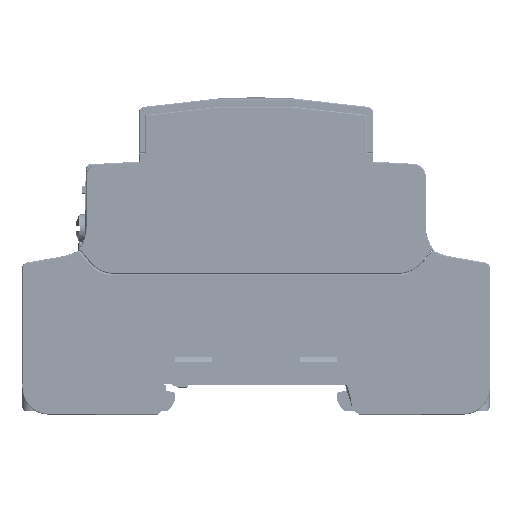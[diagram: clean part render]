
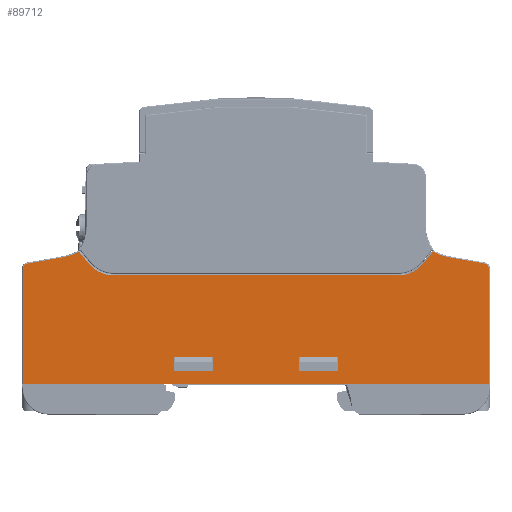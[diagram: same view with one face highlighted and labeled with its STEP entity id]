
A CAD part, left-side view. The second image highlights one B-rep face of the part: STEP entity #89712.
In plain terms, the highlighted planar face has unit normal (-1, 0, 0).
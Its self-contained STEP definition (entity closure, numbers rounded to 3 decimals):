
#77228=DIRECTION('',(0.,-1.,0.));
#77229=VECTOR('',#77228,2.8);
#77230=CARTESIAN_POINT('',(0.,1.6,15.7));
#77231=LINE('',#77230,#77229);
#77232=DIRECTION('',(0.,0.,1.));
#77233=VECTOR('',#77232,7.4);
#77234=CARTESIAN_POINT('',(0.,1.6,8.3));
#77235=LINE('',#77234,#77233);
#77236=DIRECTION('',(0.,1.,0.));
#77237=VECTOR('',#77236,2.8);
#77238=CARTESIAN_POINT('',(0.,-1.2,8.3));
#77239=LINE('',#77238,#77237);
#77240=DIRECTION('',(0.,0.,-1.));
#77241=VECTOR('',#77240,7.4);
#77242=CARTESIAN_POINT('',(0.,-1.2,15.7));
#77243=LINE('',#77242,#77241);
#77244=DIRECTION('',(0.,-1.,0.));
#77245=VECTOR('',#77244,2.8);
#77246=CARTESIAN_POINT('',(0.,1.6,-8.3));
#77247=LINE('',#77246,#77245);
#77248=DIRECTION('',(0.,0.,1.));
#77249=VECTOR('',#77248,7.4);
#77250=CARTESIAN_POINT('',(0.,1.6,-15.7));
#77251=LINE('',#77250,#77249);
#77252=DIRECTION('',(0.,1.,0.));
#77253=VECTOR('',#77252,2.8);
#77254=CARTESIAN_POINT('',(0.,-1.2,-15.7));
#77255=LINE('',#77254,#77253);
#77256=DIRECTION('',(0.,0.,-1.));
#77257=VECTOR('',#77256,7.4);
#77258=CARTESIAN_POINT('',(0.,-1.2,-8.3));
#77259=LINE('',#77258,#77257);
#77260=DIRECTION('',(0.,1.,0.));
#77261=VECTOR('',#77260,22.361);
#77262=CARTESIAN_POINT('',(0.,-18.361,44.8));
#77263=LINE('',#77262,#77261);
#77264=CARTESIAN_POINT('',(0.,-18.361,44.));
#77265=DIRECTION('',(-1.,0.,0.));
#77266=DIRECTION('',(0.,-0.985,0.174));
#77267=AXIS2_PLACEMENT_3D('',#77264,#77265,#77266);
#77269=DIRECTION('',(0.,0.174,0.985));
#77270=VECTOR('',#77269,6.963);
#77271=CARTESIAN_POINT('',(0.,-20.358,37.282));
#77272=LINE('',#77271,#77270);
#77273=CARTESIAN_POINT('',(0.,-30.403,39.053));
#77274=DIRECTION('',(1.,0.,0.));
#77275=DIRECTION('',(0.,0.886,-0.464));
#77276=AXIS2_PLACEMENT_3D('',#77273,#77274,#77275);
#77278=CARTESIAN_POINT('',(0.,-21.1,34.184));
#77279=DIRECTION('',(-1.,0.,0.));
#77280=DIRECTION('',(0.,-0.643,-0.766));
#77281=AXIS2_PLACEMENT_3D('',#77278,#77279,#77280);
#77283=DIRECTION('',(0.,-0.766,0.643));
#77284=VECTOR('',#77283,2.937);
#77285=CARTESIAN_POINT('',(0.,-19.043,32.067));
#77286=LINE('',#77285,#77284);
#77287=CARTESIAN_POINT('',(0.,-22.9,27.47));
#77288=DIRECTION('',(1.,0.,0.));
#77289=DIRECTION('',(0.,1.,0.));
#77290=AXIS2_PLACEMENT_3D('',#77287,#77288,#77289);
#77292=DIRECTION('',(0.,0.,1.));
#77293=VECTOR('',#77292,54.941);
#77294=CARTESIAN_POINT('',(0.,-16.9,-27.47));
#77295=LINE('',#77294,#77293);
#77296=CARTESIAN_POINT('',(0.,-22.9,-27.47));
#77297=DIRECTION('',(1.,0.,0.));
#77298=DIRECTION('',(0.,0.643,-0.766));
#77299=AXIS2_PLACEMENT_3D('',#77296,#77297,#77298);
#77301=DIRECTION('',(0.,0.766,0.643));
#77302=VECTOR('',#77301,2.937);
#77303=CARTESIAN_POINT('',(0.,-21.293,-33.954));
#77304=LINE('',#77303,#77302);
#77305=CARTESIAN_POINT('',(0.,-21.1,-34.184));
#77306=DIRECTION('',(-1.,0.,0.));
#77307=DIRECTION('',(0.,-0.886,-0.464));
#77308=AXIS2_PLACEMENT_3D('',#77305,#77306,#77307);
#77310=CARTESIAN_POINT('',(0.,-30.403,-39.053));
#77311=DIRECTION('',(1.,0.,0.));
#77312=DIRECTION('',(0.,0.985,0.174));
#77313=AXIS2_PLACEMENT_3D('',#77310,#77311,#77312);
#77315=DIRECTION('',(0.,-0.174,0.985));
#77316=VECTOR('',#77315,6.963);
#77317=CARTESIAN_POINT('',(0.,-19.149,-44.139));
#77318=LINE('',#77317,#77316);
#77319=CARTESIAN_POINT('',(0.,-18.361,-44.));
#77320=DIRECTION('',(-1.,0.,0.));
#77321=DIRECTION('',(0.,0.,-1.));
#77322=AXIS2_PLACEMENT_3D('',#77319,#77320,#77321);
#77324=DIRECTION('',(0.,-1.,0.));
#77325=VECTOR('',#77324,22.361);
#77326=CARTESIAN_POINT('',(0.,4.,-44.8));
#77327=LINE('',#77326,#77325);
#79759=DIRECTION('',(0.,0.,1.));
#79760=VECTOR('',#79759,89.6);
#79761=CARTESIAN_POINT('',(0.,4.,-44.8));
#79762=LINE('',#79761,#79760);
#88180=CARTESIAN_POINT('',(0.,-18.361,44.8));
#88181=CARTESIAN_POINT('',(0.,4.,44.8));
#88182=VERTEX_POINT('',#88180);
#88183=VERTEX_POINT('',#88181);
#88184=CARTESIAN_POINT('',(0.,-19.149,
44.139));
#88185=VERTEX_POINT('',#88184);
#88188=CARTESIAN_POINT('',(0.,-20.358,37.282));
#88189=VERTEX_POINT('',#88188);
#88192=CARTESIAN_POINT('',(0.,-21.366,34.323));
#88193=VERTEX_POINT('',#88192);
#88196=CARTESIAN_POINT('',(0.,-21.293,33.954));
#88197=VERTEX_POINT('',#88196);
#88200=CARTESIAN_POINT('',(0.,-19.043,32.067));
#88201=VERTEX_POINT('',#88200);
#88204=CARTESIAN_POINT('',(0.,-16.9,27.47));
#88205=VERTEX_POINT('',#88204);
#88208=CARTESIAN_POINT('',(0.,-16.9,-27.47));
#88209=VERTEX_POINT('',#88208);
#88212=CARTESIAN_POINT('',(0.,-19.043,-32.067));
#88213=VERTEX_POINT('',#88212);
#88216=CARTESIAN_POINT('',(0.,-21.293,-33.954));
#88217=VERTEX_POINT('',#88216);
#88220=CARTESIAN_POINT('',(0.,-21.366,-34.323));
#88221=VERTEX_POINT('',#88220);
#88224=CARTESIAN_POINT('',(0.,-20.358,-37.282));
#88225=VERTEX_POINT('',#88224);
#88228=CARTESIAN_POINT('',(0.,-19.149,-44.139));
#88229=VERTEX_POINT('',#88228);
#88232=CARTESIAN_POINT('',(0.,-18.361,-44.8));
#88233=VERTEX_POINT('',#88232);
#88236=CARTESIAN_POINT('',(0.,4.,-44.8));
#88237=VERTEX_POINT('',#88236);
#88600=CARTESIAN_POINT('',(0.,1.6,15.7));
#88601=CARTESIAN_POINT('',(0.,-1.2,15.7));
#88602=VERTEX_POINT('',#88600);
#88603=VERTEX_POINT('',#88601);
#88604=CARTESIAN_POINT('',(0.,-1.2,8.3));
#88605=VERTEX_POINT('',#88604);
#88606=CARTESIAN_POINT('',(0.,1.6,8.3));
#88607=VERTEX_POINT('',#88606);
#88608=CARTESIAN_POINT('',(0.,1.6,-8.3));
#88609=CARTESIAN_POINT('',(0.,-1.2,-8.3));
#88610=VERTEX_POINT('',#88608);
#88611=VERTEX_POINT('',#88609);
#88612=CARTESIAN_POINT('',(0.,-1.2,-15.7));
#88613=VERTEX_POINT('',#88612);
#88614=CARTESIAN_POINT('',(0.,1.6,-15.7));
#88615=VERTEX_POINT('',#88614);
#89654=CARTESIAN_POINT('',(0.,0.,0.));
#89655=DIRECTION('',(1.,0.,0.));
#89656=DIRECTION('',(0.,0.,1.));
#89657=AXIS2_PLACEMENT_3D('',#89654,#89655,#89656);
#89658=PLANE('',#89657);
#89660=ORIENTED_EDGE('',*,*,#89659,.F.);
#89662=ORIENTED_EDGE('',*,*,#89661,.F.);
#89664=ORIENTED_EDGE('',*,*,#89663,.F.);
#89666=ORIENTED_EDGE('',*,*,#89665,.F.);
#89668=ORIENTED_EDGE('',*,*,#89667,.F.);
#89669=ORIENTED_EDGE('',*,*,#89644,.F.);
#89671=ORIENTED_EDGE('',*,*,#89670,.F.);
#89673=ORIENTED_EDGE('',*,*,#89672,.F.);
#89675=ORIENTED_EDGE('',*,*,#89674,.F.);
#89677=ORIENTED_EDGE('',*,*,#89676,.F.);
#89679=ORIENTED_EDGE('',*,*,#89678,.F.);
#89681=ORIENTED_EDGE('',*,*,#89680,.F.);
#89683=ORIENTED_EDGE('',*,*,#89682,.F.);
#89685=ORIENTED_EDGE('',*,*,#89684,.F.);
#89687=ORIENTED_EDGE('',*,*,#89686,.F.);
#89689=ORIENTED_EDGE('',*,*,#89688,.T.);
#89690=EDGE_LOOP('',(#89660,#89662,#89664,#89666,#89668,#89669,#89671,#89673,
#89675,#89677,#89679,#89681,#89683,#89685,#89687,#89689));
#89691=FACE_OUTER_BOUND('',#89690,.F.);
#89693=ORIENTED_EDGE('',*,*,#89692,.F.);
#89695=ORIENTED_EDGE('',*,*,#89694,.F.);
#89697=ORIENTED_EDGE('',*,*,#89696,.F.);
#89699=ORIENTED_EDGE('',*,*,#89698,.F.);
#89700=EDGE_LOOP('',(#89693,#89695,#89697,#89699));
#89701=FACE_BOUND('',#89700,.F.);
#89703=ORIENTED_EDGE('',*,*,#89702,.F.);
#89705=ORIENTED_EDGE('',*,*,#89704,.F.);
#89707=ORIENTED_EDGE('',*,*,#89706,.F.);
#89709=ORIENTED_EDGE('',*,*,#89708,.F.);
#89710=EDGE_LOOP('',(#89703,#89705,#89707,#89709));
#89711=FACE_BOUND('',#89710,.F.);
#77268=CIRCLE('',#77267,0.8);
#77277=CIRCLE('',#77276,10.2);
#77282=CIRCLE('',#77281,0.3);
#77291=CIRCLE('',#77290,6.);
#77300=CIRCLE('',#77299,6.);
#77309=CIRCLE('',#77308,0.3);
#77314=CIRCLE('',#77313,10.2);
#77323=CIRCLE('',#77322,0.8);
#89644=EDGE_CURVE('',#88201,#88197,#77286,.T.);
#89659=EDGE_CURVE('',#88182,#88183,#77263,.T.);
#89661=EDGE_CURVE('',#88185,#88182,#77268,.T.);
#89663=EDGE_CURVE('',#88189,#88185,#77272,.T.);
#89665=EDGE_CURVE('',#88193,#88189,#77277,.T.);
#89667=EDGE_CURVE('',#88197,#88193,#77282,.T.);
#89670=EDGE_CURVE('',#88205,#88201,#77291,.T.);
#89672=EDGE_CURVE('',#88209,#88205,#77295,.T.);
#89674=EDGE_CURVE('',#88213,#88209,#77300,.T.);
#89676=EDGE_CURVE('',#88217,#88213,#77304,.T.);
#89678=EDGE_CURVE('',#88221,#88217,#77309,.T.);
#89680=EDGE_CURVE('',#88225,#88221,#77314,.T.);
#89682=EDGE_CURVE('',#88229,#88225,#77318,.T.);
#89684=EDGE_CURVE('',#88233,#88229,#77323,.T.);
#89686=EDGE_CURVE('',#88237,#88233,#77327,.T.);
#89688=EDGE_CURVE('',#88237,#88183,#79762,.T.);
#89692=EDGE_CURVE('',#88610,#88611,#77247,.T.);
#89694=EDGE_CURVE('',#88615,#88610,#77251,.T.);
#89696=EDGE_CURVE('',#88613,#88615,#77255,.T.);
#89698=EDGE_CURVE('',#88611,#88613,#77259,.T.);
#89702=EDGE_CURVE('',#88602,#88603,#77231,.T.);
#89704=EDGE_CURVE('',#88607,#88602,#77235,.T.);
#89706=EDGE_CURVE('',#88605,#88607,#77239,.T.);
#89708=EDGE_CURVE('',#88603,#88605,#77243,.T.);
#89712=ADVANCED_FACE('',(#89691,#89701,#89711),#89658,.F.);
